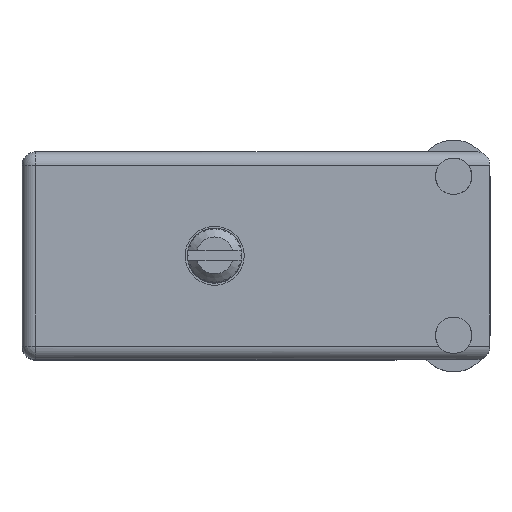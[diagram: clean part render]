
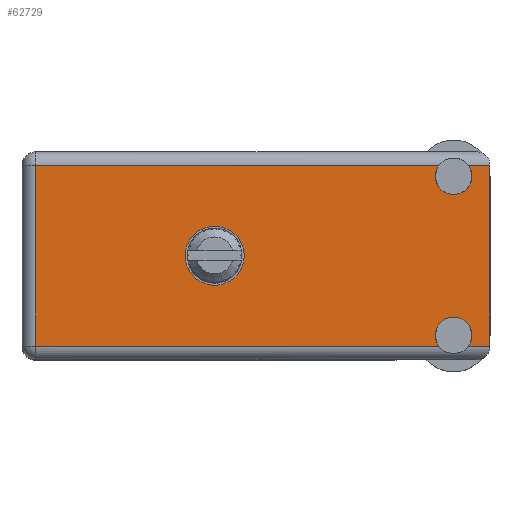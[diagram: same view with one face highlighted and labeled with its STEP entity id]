
A CAD part, top view. The second image highlights one B-rep face of the part: STEP entity #62729.
In plain terms, the highlighted face is planar.
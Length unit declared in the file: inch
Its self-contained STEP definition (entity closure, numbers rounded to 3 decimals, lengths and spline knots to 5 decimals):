
#2009 = CIRCLE ( 'NONE', #131128, 0.0625 ) ;
#2839 = LINE ( 'NONE', #103441, #74734 ) ;
#2892 = CARTESIAN_POINT ( 'NONE',  ( 1.43363, 0.906, -0.668 ) ) ;
#3435 = EDGE_LOOP ( 'NONE', ( #20575, #126182, #64900, #10641, #157161, #163442, #80477, #52185, #167707, #37626 ) ) ;
#9230 = CARTESIAN_POINT ( 'NONE',  ( 1.484, 0.906, -0.631 ) ) ;
#9396 = CARTESIAN_POINT ( 'NONE',  ( 1.609, 0.906, -0.668 ) ) ;
#9496 = DIRECTION ( 'NONE',  ( 1., 0., 0. ) ) ;
#10641 = ORIENTED_EDGE ( 'NONE', *, *, #185950, .T. ) ;
#14983 = VERTEX_POINT ( 'NONE', #50928 ) ;
#15275 = DIRECTION ( 'NONE',  ( 0., 0., 1. ) ) ;
#17989 = VERTEX_POINT ( 'NONE', #69165 ) ;
#18969 = CARTESIAN_POINT ( 'NONE',  ( 0.047, 0.906, -0.715 ) ) ;
#20575 = ORIENTED_EDGE ( 'NONE', *, *, #170794, .T. ) ;
#20657 = AXIS2_PLACEMENT_3D ( 'NONE', #79374, #96235, #37036 ) ;
#21042 = CARTESIAN_POINT ( 'NONE',  ( 0.047, 0.906, -0.047 ) ) ;
#21928 = VERTEX_POINT ( 'NONE', #38966 ) ;
#22300 = CARTESIAN_POINT ( 'NONE',  ( 0.047, 0.906, -0.668 ) ) ;
#22531 = DIRECTION ( 'NONE',  ( 0., 1., 0. ) ) ;
#22842 = EDGE_CURVE ( 'NONE', #176488, #185099, #84012, .T. ) ;
#23595 = LINE ( 'NONE', #51822, #168268 ) ;
#25151 = VERTEX_POINT ( 'NONE', #81569 ) ;
#26064 = CARTESIAN_POINT ( 'NONE',  ( 1.484, 0.906, -0.631 ) ) ;
#26989 = DIRECTION ( 'NONE',  ( 0., 0., 1. ) ) ;
#27588 = EDGE_CURVE ( 'NONE', #133442, #182709, #74970, .T. ) ;
#29907 = DIRECTION ( 'NONE',  ( -1., 0., 0. ) ) ;
#30677 = EDGE_CURVE ( 'NONE', #21928, #68859, #167719, .T. ) ;
#37036 = DIRECTION ( 'NONE',  ( 0., 0., 1. ) ) ;
#37626 = ORIENTED_EDGE ( 'NONE', *, *, #40922, .T. ) ;
#38966 = CARTESIAN_POINT ( 'NONE',  ( 0.6625, 0.906, -0.256 ) ) ;
#40922 = EDGE_CURVE ( 'NONE', #62958, #165576, #75381, .T. ) ;
#44045 = CARTESIAN_POINT ( 'NONE',  ( 0.6625, 0.906, -0.3575 ) ) ;
#45450 = DIRECTION ( 'NONE',  ( 0., 1., 0. ) ) ;
#45575 = VECTOR ( 'NONE', #15275, 39.37008 ) ;
#45814 = DIRECTION ( 'NONE',  ( -1., 0., 0. ) ) ;
#47910 = AXIS2_PLACEMENT_3D ( 'NONE', #26064, #183973, #26989 ) ;
#48786 = ORIENTED_EDGE ( 'NONE', *, *, #30677, .F. ) ;
#50079 = EDGE_CURVE ( 'NONE', #133442, #72861, #80753, .T. ) ;
#50928 = CARTESIAN_POINT ( 'NONE',  ( 1.43363, 0.906, -0.047 ) ) ;
#51822 = CARTESIAN_POINT ( 'NONE',  ( 1.609, 0.906, -0.047 ) ) ;
#52185 = ORIENTED_EDGE ( 'NONE', *, *, #22842, .F. ) ;
#55926 = VECTOR ( 'NONE', #45814, 39.37008 ) ;
#55961 = CIRCLE ( 'NONE', #79990, 0.0625 ) ;
#62729 = ADVANCED_FACE ( 'NONE', ( #121307, #178593 ), #119434, .T. ) ;
#62958 = VERTEX_POINT ( 'NONE', #22300 ) ;
#64847 = CARTESIAN_POINT ( 'NONE',  ( 0., 0.906, -0.715 ) ) ;
#64900 = ORIENTED_EDGE ( 'NONE', *, *, #119518, .F. ) ;
#66584 = DIRECTION ( 'NONE',  ( 0., 0., 1. ) ) ;
#68859 = VERTEX_POINT ( 'NONE', #121392 ) ;
#69165 = CARTESIAN_POINT ( 'NONE',  ( 1.484, 0.906, -0.1465 ) ) ;
#71593 = EDGE_LOOP ( 'NONE', ( #48786, #183806 ) ) ;
#72861 = VERTEX_POINT ( 'NONE', #93765 ) ;
#74734 = VECTOR ( 'NONE', #117571, 39.37008 ) ;
#74970 = LINE ( 'NONE', #105994, #55926 ) ;
#75381 = LINE ( 'NONE', #18969, #45575 ) ;
#75688 = VECTOR ( 'NONE', #29907, 39.37008 ) ;
#79374 = CARTESIAN_POINT ( 'NONE',  ( 0.6625, 0.906, -0.3575 ) ) ;
#79835 = CARTESIAN_POINT ( 'NONE',  ( 1.609, 0.906, 0. ) ) ;
#79879 = DIRECTION ( 'NONE',  ( 0., 0., 1. ) ) ;
#79990 = AXIS2_PLACEMENT_3D ( 'NONE', #9230, #92943, #66584 ) ;
#80477 = ORIENTED_EDGE ( 'NONE', *, *, #115832, .F. ) ;
#80753 = LINE ( 'NONE', #79835, #163130 ) ;
#81569 = CARTESIAN_POINT ( 'NONE',  ( 1.53437, 0.906, -0.047 ) ) ;
#84012 = CIRCLE ( 'NONE', #47910, 0.0625 ) ;
#84543 = DIRECTION ( 'NONE',  ( 0., 0., 1. ) ) ;
#84986 = DIRECTION ( 'NONE',  ( 0., 1., 0. ) ) ;
#92943 = DIRECTION ( 'NONE',  ( 0., 1., 0. ) ) ;
#93134 = CARTESIAN_POINT ( 'NONE',  ( 1.484, 0.906, -0.084 ) ) ;
#93765 = CARTESIAN_POINT ( 'NONE',  ( 1.609, 0.906, -0.047 ) ) ;
#95393 = AXIS2_PLACEMENT_3D ( 'NONE', #44045, #115572, #84543 ) ;
#96235 = DIRECTION ( 'NONE',  ( 0., 1., 0. ) ) ;
#101381 = LINE ( 'NONE', #158701, #75688 ) ;
#103441 = CARTESIAN_POINT ( 'NONE',  ( 1.609, 0.906, -0.047 ) ) ;
#105994 = CARTESIAN_POINT ( 'NONE',  ( 0., 0.906, -0.668 ) ) ;
#109165 = CIRCLE ( 'NONE', #157163, 0.0625 ) ;
#113421 = CIRCLE ( 'NONE', #95393, 0.1015 ) ;
#114174 = CARTESIAN_POINT ( 'NONE',  ( 1.484, 0.906, -0.084 ) ) ;
#114932 = CARTESIAN_POINT ( 'NONE',  ( 1.484, 0.906, -0.5685 ) ) ;
#115572 = DIRECTION ( 'NONE',  ( 0., 1., 0. ) ) ;
#115832 = EDGE_CURVE ( 'NONE', #185099, #182709, #55961, .T. ) ;
#117571 = DIRECTION ( 'NONE',  ( 1., 0., 0. ) ) ;
#117880 = DIRECTION ( 'NONE',  ( 0., 0., 1. ) ) ;
#119434 = PLANE ( 'NONE',  #142339 ) ;
#119518 = EDGE_CURVE ( 'NONE', #25151, #17989, #2009, .T. ) ;
#121307 = FACE_BOUND ( 'NONE', #71593, .T. ) ;
#121392 = CARTESIAN_POINT ( 'NONE',  ( 0.6625, 0.906, -0.459 ) ) ;
#124533 = EDGE_CURVE ( 'NONE', #68859, #21928, #113421, .T. ) ;
#126182 = ORIENTED_EDGE ( 'NONE', *, *, #133875, .F. ) ;
#131128 = AXIS2_PLACEMENT_3D ( 'NONE', #114174, #84986, #169625 ) ;
#133442 = VERTEX_POINT ( 'NONE', #9396 ) ;
#133875 = EDGE_CURVE ( 'NONE', #17989, #14983, #109165, .T. ) ;
#135551 = CARTESIAN_POINT ( 'NONE',  ( 1.53437, 0.906, -0.668 ) ) ;
#142339 = AXIS2_PLACEMENT_3D ( 'NONE', #64847, #22531, #79879 ) ;
#152224 = DIRECTION ( 'NONE',  ( 0., 0., 1. ) ) ;
#154556 = EDGE_CURVE ( 'NONE', #176488, #62958, #101381, .T. ) ;
#157161 = ORIENTED_EDGE ( 'NONE', *, *, #50079, .F. ) ;
#157163 = AXIS2_PLACEMENT_3D ( 'NONE', #93134, #45450, #117880 ) ;
#158701 = CARTESIAN_POINT ( 'NONE',  ( 0., 0.906, -0.668 ) ) ;
#163130 = VECTOR ( 'NONE', #152224, 39.37008 ) ;
#163442 = ORIENTED_EDGE ( 'NONE', *, *, #27588, .T. ) ;
#165576 = VERTEX_POINT ( 'NONE', #21042 ) ;
#167707 = ORIENTED_EDGE ( 'NONE', *, *, #154556, .T. ) ;
#167719 = CIRCLE ( 'NONE', #20657, 0.1015 ) ;
#168268 = VECTOR ( 'NONE', #9496, 39.37008 ) ;
#169625 = DIRECTION ( 'NONE',  ( 0., 0., 1. ) ) ;
#170794 = EDGE_CURVE ( 'NONE', #165576, #14983, #2839, .T. ) ;
#176488 = VERTEX_POINT ( 'NONE', #2892 ) ;
#178593 = FACE_OUTER_BOUND ( 'NONE', #3435, .T. ) ;
#182709 = VERTEX_POINT ( 'NONE', #135551 ) ;
#183806 = ORIENTED_EDGE ( 'NONE', *, *, #124533, .F. ) ;
#183973 = DIRECTION ( 'NONE',  ( 0., 1., 0. ) ) ;
#185099 = VERTEX_POINT ( 'NONE', #114932 ) ;
#185950 = EDGE_CURVE ( 'NONE', #25151, #72861, #23595, .T. ) ;
